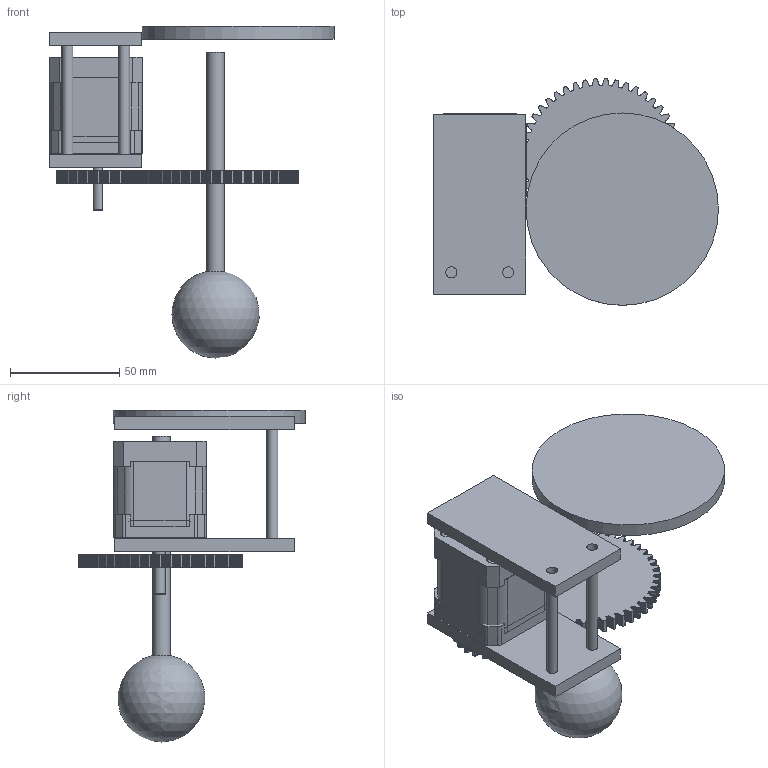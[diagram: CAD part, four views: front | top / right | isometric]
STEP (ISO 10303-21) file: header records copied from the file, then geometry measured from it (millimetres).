
FILE_DESCRIPTION(/* description */ ('','CAx-IF Rec.Pracs.---Representation and Presentation of Product Manufacturing Information (PMI)---4.0---2014-10-13'),/* implementation_level */ '2;1');
FILE_NAME(/* name */ 'Gears1 v8.step',/* time_stamp */ '2025-02-05T12:40:59+02:00',/* author */ (''),/* organization */ (''),/* preprocessor_version */ 'ST-DEVELOPER v20',/* originating_system */ 'Autodesk Translation Framework v13.20.0.188',/* authorisation */ '');
FILE_SCHEMA (('AP242_MANAGED_MODEL_BASED_3D_ENGINEERING_MIM_LF { 1 0 10303 442 1 1 4 }'));
Products named in the file (13): Gears1; Motor Plate; NEMA 17 Stepper Motor Assembly; NEMA 17 Stepper Motor Middle; NEMA 17 Stepper Motor Top; NEMA 17 Stepper Motor Bottom; NEMA 17 Stepper Motor Shaft; pan cross head_am_B18.6.7M - M2.5 x 0.45 x 13 Type I Cross Recessed P
HMS --13N; Rods; Component12; gear2; Component14; Component15
Assembly tree (15 placements, depth 3):
  Gears1
    Motor Plate
    NEMA 17 Stepper Motor Assembly
      NEMA 17 Stepper Motor Middle
      NEMA 17 Stepper Motor Top
      NEMA 17 Stepper Motor Bottom
      NEMA 17 Stepper Motor Shaft
      pan cross head_am_B18.6.7M - M2.5 x 0.45 x 13 Type I Cross Recessed P
HMS --13N  x4
    Rods
    Component12
    gear2
    Component14
    Component15
Bounding box: 130.38 x 103.88 x 151.96 mm (x, y, z)
Volume: 221045.7 mm3; surface area: 76407.1 mm2
Topology: 16 solids, 16 shells, 3026 faces, 8859 edges, 5890 vertices
Faces by surface type: plane 2870, cylinder 133, torus 10, cone 8, sphere 5
Full cylindrical faces by diameter (mm): 1.65 x2, 2.5 x8, 2.9 x4, 3.5 x4, 5 x13, 6 x4, 6.5 x2, 7 x1, 8.026 x2, 22 x1, 33 x2, 88.069 x1
Entity records: 97649 total; most frequent: CARTESIAN_POINT 17611, ORIENTED_EDGE 17500, DIRECTION 15048, EDGE_CURVE 8750, LINE 8440, VECTOR 8440, VERTEX_POINT 5827, AXIS2_PLACEMENT_3D 3304
